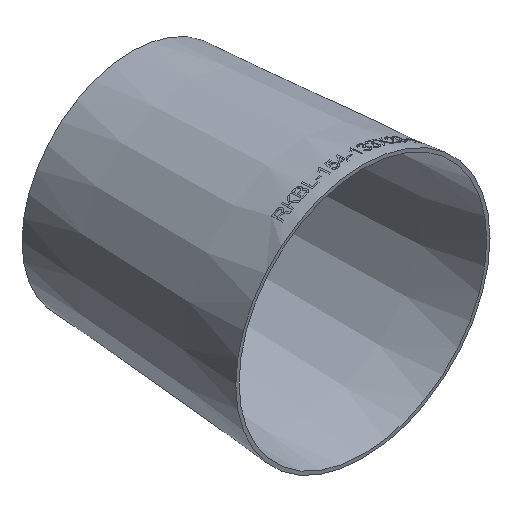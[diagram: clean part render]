
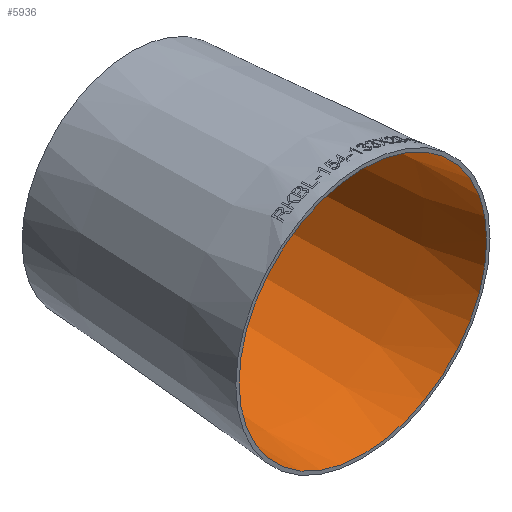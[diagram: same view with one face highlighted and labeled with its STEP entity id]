
A CAD part, isometric view. The second image highlights one B-rep face of the part: STEP entity #5936.
In plain terms, the highlighted conical face has half-angle 4.289 degrees and reference radius 74.994 mm.
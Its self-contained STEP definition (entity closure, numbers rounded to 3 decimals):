
#5936 = ADVANCED_FACE ( 'NONE', ( #20148, #20435 ), #10969, .F. ) ;
#6876 = EDGE_CURVE ( 'NONE', #8980, #8980, #18297, .T. ) ;
#8980 = VERTEX_POINT ( 'NONE', #26323 ) ;
#9345 = EDGE_CURVE ( 'NONE', #13706, #13706, #10250, .T. ) ;
#9600 = AXIS2_PLACEMENT_3D ( 'NONE', #15530, #24304, #11255 ) ;
#9753 = DIRECTION ( 'NONE',  ( 0., -1., 0. ) ) ;
#9882 = CARTESIAN_POINT ( 'NONE',  ( 0., 0., 0. ) ) ;
#10250 = CIRCLE ( 'NONE', #10701, 64.494 ) ;
#10701 = AXIS2_PLACEMENT_3D ( 'NONE', #13237, #15506, #11234 ) ;
#10969 = CONICAL_SURFACE ( 'NONE', #9600, 74.994, 0.075 ) ;
#11139 = CARTESIAN_POINT ( 'NONE',  ( 0., 140., -64.494 ) ) ;
#11160 = EDGE_LOOP ( 'NONE', ( #21100 ) ) ;
#11234 = DIRECTION ( 'NONE',  ( 0., 0., -1. ) ) ;
#11255 = DIRECTION ( 'NONE',  ( 0., 0., -1. ) ) ;
#13237 = CARTESIAN_POINT ( 'NONE',  ( 0., 140., 0. ) ) ;
#13706 = VERTEX_POINT ( 'NONE', #11139 ) ;
#15506 = DIRECTION ( 'NONE',  ( 0., -1., 0. ) ) ;
#15530 = CARTESIAN_POINT ( 'NONE',  ( 0., 0., 0. ) ) ;
#18297 = CIRCLE ( 'NONE', #21978, 74.994 ) ;
#18421 = ORIENTED_EDGE ( 'NONE', *, *, #9345, .F. ) ;
#20148 = FACE_BOUND ( 'NONE', #24300, .T. ) ;
#20435 = FACE_OUTER_BOUND ( 'NONE', #11160, .T. ) ;
#21100 = ORIENTED_EDGE ( 'NONE', *, *, #6876, .T. ) ;
#21978 = AXIS2_PLACEMENT_3D ( 'NONE', #9882, #9753, #23096 ) ;
#23096 = DIRECTION ( 'NONE',  ( 0., 0., -1. ) ) ;
#24300 = EDGE_LOOP ( 'NONE', ( #18421 ) ) ;
#24304 = DIRECTION ( 'NONE',  ( 0., -1., 0. ) ) ;
#26323 = CARTESIAN_POINT ( 'NONE',  ( 0., 0., -74.994 ) ) ;
